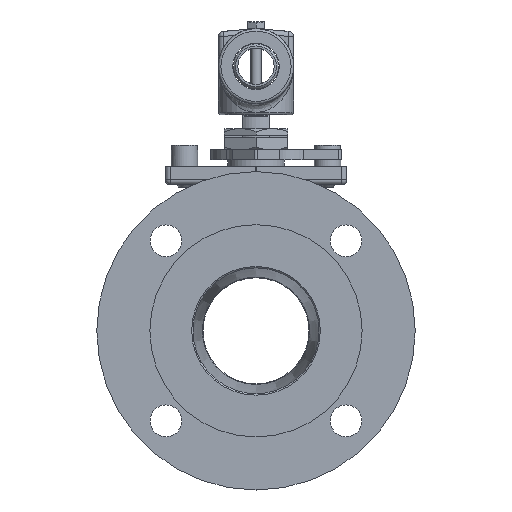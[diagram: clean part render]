
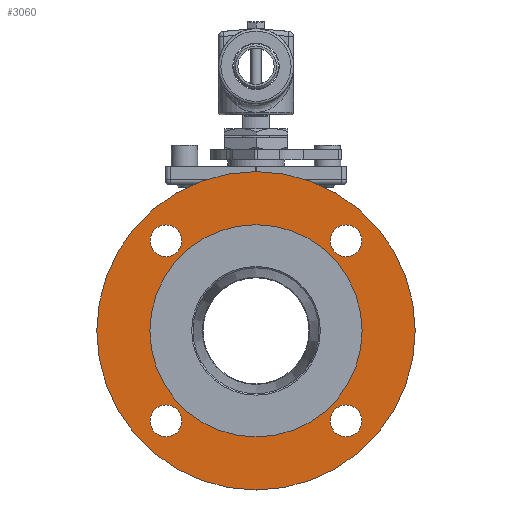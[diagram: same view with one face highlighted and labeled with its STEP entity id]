
A CAD part, front view. The second image highlights one B-rep face of the part: STEP entity #3060.
In plain terms, the highlighted planar face has unit normal (0, -1, 0).
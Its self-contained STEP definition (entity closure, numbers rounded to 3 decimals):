
#2734=CARTESIAN_POINT('',(53.882,-109.71,44.382));
#2735=VERTEX_POINT('',#2734);
#2736=CARTESIAN_POINT('',(53.882,-109.71,53.882));
#2737=DIRECTION('',(0.0,1.0,0.0));
#2738=DIRECTION('',(0.0,0.0,1.0));
#2739=AXIS2_PLACEMENT_3D('',#2736,#2737,#2738);
#2740=CIRCLE('',#2739,9.5);
#2741=EDGE_CURVE('',#2735,#2735,#2740,.T.);
#2762=CARTESIAN_POINT('',(-44.382,-109.71,53.882));
#2763=VERTEX_POINT('',#2762);
#2764=CARTESIAN_POINT('',(-53.882,-109.71,53.882));
#2765=DIRECTION('',(0.0,1.0,0.0));
#2766=DIRECTION('',(-1.0,0.0,0.0));
#2767=AXIS2_PLACEMENT_3D('',#2764,#2765,#2766);
#2768=CIRCLE('',#2767,9.5);
#2769=EDGE_CURVE('',#2763,#2763,#2768,.T.);
#2790=CARTESIAN_POINT('',(-53.882,-109.71,-44.382));
#2791=VERTEX_POINT('',#2790);
#2792=CARTESIAN_POINT('',(-53.882,-109.71,-53.882));
#2793=DIRECTION('',(0.0,1.0,0.0));
#2794=DIRECTION('',(0.0,0.0,-1.0));
#2795=AXIS2_PLACEMENT_3D('',#2792,#2793,#2794);
#2796=CIRCLE('',#2795,9.5);
#2797=EDGE_CURVE('',#2791,#2791,#2796,.T.);
#2818=CARTESIAN_POINT('',(44.382,-109.71,-53.882));
#2819=VERTEX_POINT('',#2818);
#2820=CARTESIAN_POINT('',(53.882,-109.71,-53.882));
#2821=DIRECTION('',(0.0,1.0,0.0));
#2822=DIRECTION('',(1.0,0.0,0.0));
#2823=AXIS2_PLACEMENT_3D('',#2820,#2821,#2822);
#2824=CIRCLE('',#2823,9.5);
#2825=EDGE_CURVE('',#2819,#2819,#2824,.T.);
#3014=CARTESIAN_POINT('',(0.0,-109.71,-95.25));
#3015=VERTEX_POINT('',#3014);
#3016=CARTESIAN_POINT('',(0.0,-109.71,0.0));
#3017=DIRECTION('',(0.0,1.0,0.0));
#3018=DIRECTION('',(0.0,0.0,-1.0));
#3019=AXIS2_PLACEMENT_3D('',#3016,#3017,#3018);
#3020=CIRCLE('',#3019,95.25);
#3021=EDGE_CURVE('',#3015,#3015,#3020,.T.);
#3029=CARTESIAN_POINT('',(0.0,-109.71,-79.375));
#3030=DIRECTION('',(0.0,1.0,0.0));
#3031=DIRECTION('',(0.0,0.0,1.0));
#3032=AXIS2_PLACEMENT_3D('',#3029,#3030,#3031);
#3033=PLANE('',#3032);
#3034=ORIENTED_EDGE('',*,*,#3021,.F.);
#3035=EDGE_LOOP('',(#3034));
#3036=FACE_OUTER_BOUND('',#3035,.T.);
#3037=ORIENTED_EDGE('',*,*,#2741,.T.);
#3038=EDGE_LOOP('',(#3037));
#3039=FACE_BOUND('',#3038,.T.);
#3040=ORIENTED_EDGE('',*,*,#2769,.T.);
#3041=EDGE_LOOP('',(#3040));
#3042=FACE_BOUND('',#3041,.T.);
#3043=ORIENTED_EDGE('',*,*,#2797,.T.);
#3044=EDGE_LOOP('',(#3043));
#3045=FACE_BOUND('',#3044,.T.);
#3046=ORIENTED_EDGE('',*,*,#2825,.T.);
#3047=EDGE_LOOP('',(#3046));
#3048=FACE_BOUND('',#3047,.T.);
#3049=CARTESIAN_POINT('',(0.0,-109.71,-63.5));
#3050=VERTEX_POINT('',#3049);
#3051=CARTESIAN_POINT('',(0.0,-109.71,0.0));
#3052=DIRECTION('',(0.0,1.0,0.0));
#3053=DIRECTION('',(0.0,0.0,-1.0));
#3054=AXIS2_PLACEMENT_3D('',#3051,#3052,#3053);
#3055=CIRCLE('',#3054,63.5);
#3056=EDGE_CURVE('',#3050,#3050,#3055,.T.);
#3057=ORIENTED_EDGE('',*,*,#3056,.T.);
#3058=EDGE_LOOP('',(#3057));
#3059=FACE_BOUND('',#3058,.T.);
#3060=ADVANCED_FACE('',(#3036,#3039,#3042,#3045,#3048,#3059),#3033,.F.);
